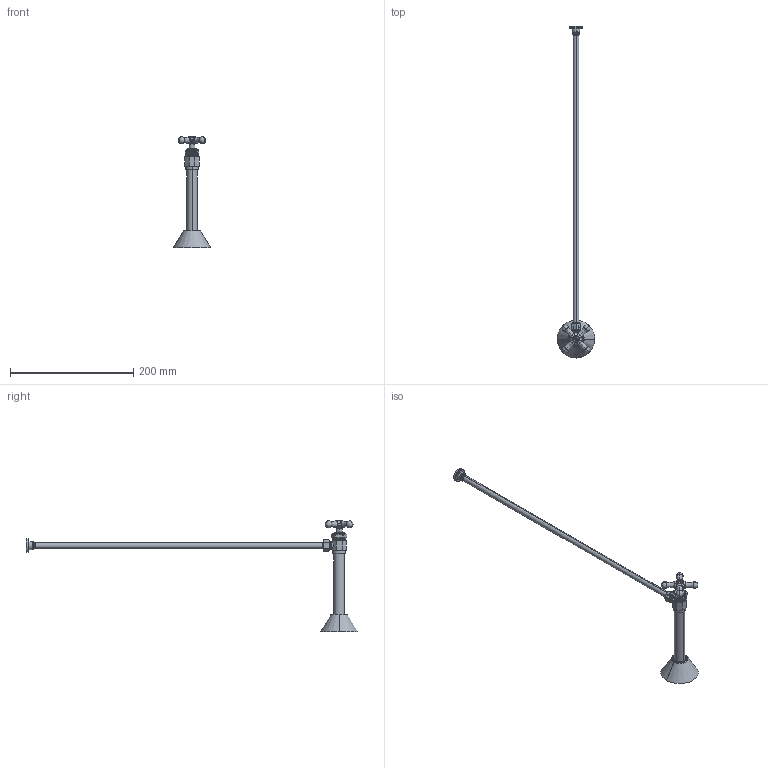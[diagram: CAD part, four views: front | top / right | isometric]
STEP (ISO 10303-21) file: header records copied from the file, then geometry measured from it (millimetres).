
FILE_DESCRIPTION((''),'2;1');
FILE_NAME('4775_ASM','2021-10-26T11:07:41',('rsmith'),(''),'CREO PARAMETRIC BY PTC INC, 2018400','CREO PARAMETRIC BY PTC INC, 2018400','');
FILE_SCHEMA(('AUTOMOTIVE_DESIGN { 1 0 10303 214 1 1 1 1 }'));
Length unit declared in the file: inch
Products named in the file (19): 50673; 50359; 50677; 50674; 50378; 50674_ASM; 50685; 50350; 50675; 6-416_ASM; 50356; 92000; 525_ASM; 50854; 416X_ASM; 50392; 91203; 436_ASM; 4775_ASM
Assembly tree (18 placements, depth 5):
  4775_ASM
    416X_ASM
      6-416_ASM
        50673
        50359
        50677
        50674_ASM
          50674
          50378
        50685
        50350
        50675
      525_ASM
        50356
        92000
      50854
    436_ASM
      50392
      91203
Bounding box: 60.96 x 537.85 x 181.44 mm (x, y, z)
Volume: 36305.8 mm3; surface area: 70390.3 mm2
Topology: 13 solids, 13 shells, 705 faces, 1832 edges, 1179 vertices
Faces by surface type: cylinder 255, plane 220, bspline 121, cone 74, torus 25, sphere 10
Entity records: 48485 total; most frequent: CARTESIAN_POINT 25862, ORIENTED_EDGE 3644, DIRECTION 2999, EDGE_CURVE 1822, PRESENTATION_STYLE_ASSIGNMENT 1772, STYLED_ITEM 1772, CURVE_STYLE 1760, AXIS2_PLACEMENT_3D 1219
